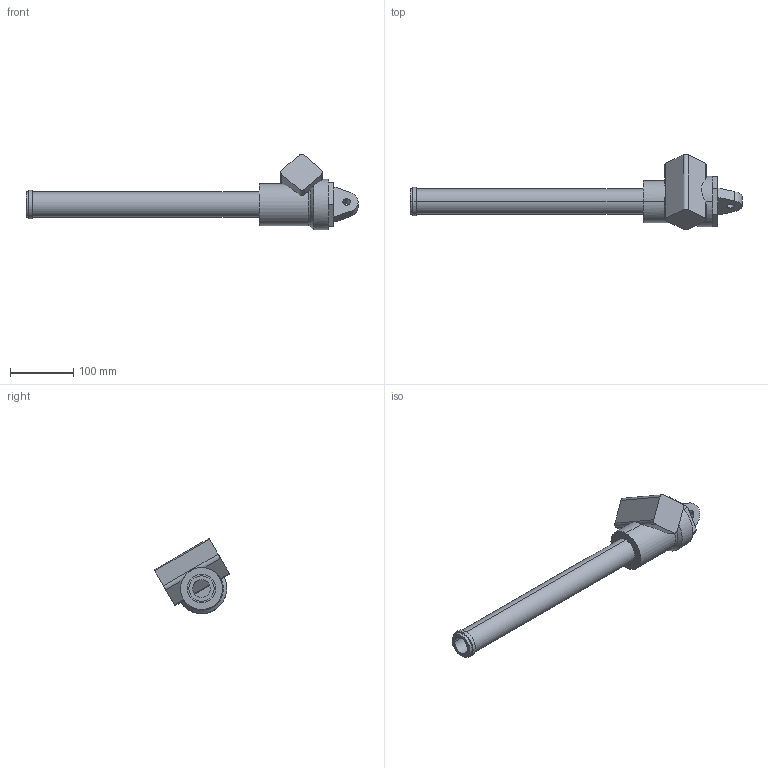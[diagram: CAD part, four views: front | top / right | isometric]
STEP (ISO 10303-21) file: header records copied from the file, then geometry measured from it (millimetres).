
FILE_DESCRIPTION((''),'2;1');
FILE_NAME('10001','2022-01-09T15:26:35',('Y'),('FoxCAVITY'),'CREO PARAMETRIC BY PTC INC, 2020454','CREO PARAMETRIC BY PTC INC, 2020454','');
FILE_SCHEMA(('CONFIG_CONTROL_DESIGN'));
Length unit declared in the file: millimetre
Products named in the file (1): 10001
Bounding box: 523.7 x 119.28 x 118.96 mm (x, y, z)
Volume: 821316.1 mm3; surface area: 139714.8 mm2
Topology: 1 solids, 1 shells, 56 faces, 135 edges, 86 vertices
Faces by surface type: plane 32, cylinder 22, cone 1, torus 1
Entity records: 1946 total; most frequent: CARTESIAN_POINT 601, ORIENTED_EDGE 270, DIRECTION 268, EDGE_CURVE 135, AXIS2_PLACEMENT_3D 101, VERTEX_POINT 86, VECTOR 66, LINE 66
